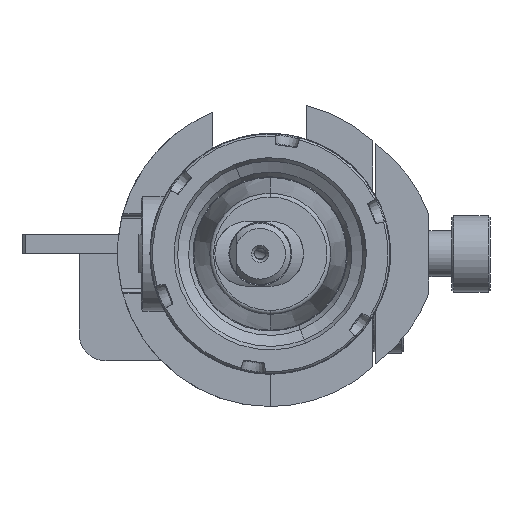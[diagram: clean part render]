
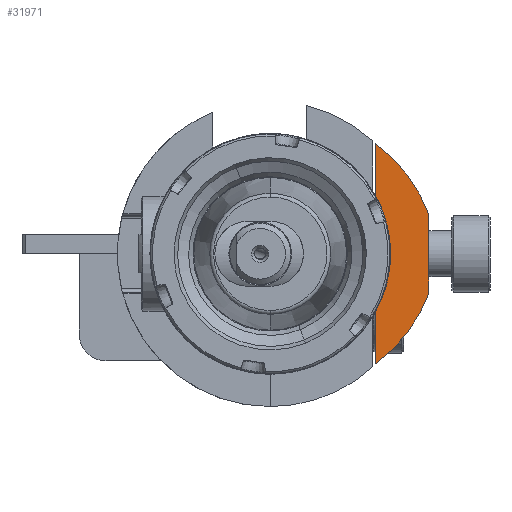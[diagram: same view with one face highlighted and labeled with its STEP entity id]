
A CAD part, front view. The second image highlights one B-rep face of the part: STEP entity #31971.
In plain terms, the highlighted face is planar.
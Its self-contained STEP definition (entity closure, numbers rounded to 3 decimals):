
#2041 = LINE ( 'NONE', #59468, #39050 ) ;
#3276 = ORIENTED_EDGE ( 'NONE', *, *, #8007, .F. ) ;
#6152 = EDGE_CURVE ( 'NONE', #48506, #12662, #2041, .T. ) ;
#8007 = EDGE_CURVE ( 'NONE', #74291, #31099, #34160, .T. ) ;
#12662 = VERTEX_POINT ( 'NONE', #20768 ) ;
#12918 = AXIS2_PLACEMENT_3D ( 'NONE', #14682, #66343, #22107 ) ;
#13763 = ORIENTED_EDGE ( 'NONE', *, *, #6152, .F. ) ;
#14536 = VECTOR ( 'NONE', #94335, 1000. ) ;
#14682 = CARTESIAN_POINT ( 'NONE',  ( -3.5, 30.55, 0. ) ) ;
#17490 = FACE_OUTER_BOUND ( 'NONE', #36867, .T. ) ;
#17981 = CIRCLE ( 'NONE', #95764, 40. ) ;
#20768 = CARTESIAN_POINT ( 'NONE',  ( -28.833, 7., 0. ) ) ;
#22107 = DIRECTION ( 'NONE',  ( -1., 0., 0. ) ) ;
#24380 = PLANE ( 'NONE',  #91944 ) ;
#31099 = VERTEX_POINT ( 'NONE', #48065 ) ;
#31971 = ADVANCED_FACE ( 'NONE', ( #17490 ), #24380, .T. ) ;
#33599 = CARTESIAN_POINT ( 'NONE',  ( 28.833, 7., 0. ) ) ;
#34160 = LINE ( 'NONE', #64599, #14536 ) ;
#34175 = EDGE_CURVE ( 'NONE', #12662, #74291, #17981, .T. ) ;
#35667 = CARTESIAN_POINT ( 'NONE',  ( 3.5, 30.55, 0. ) ) ;
#36095 = CARTESIAN_POINT ( 'NONE',  ( -10.284, -7., 0. ) ) ;
#36867 = EDGE_LOOP ( 'NONE', ( #51479, #3276, #87692, #13763 ) ) ;
#39050 = VECTOR ( 'NONE', #60717, 1000. ) ;
#43066 = DIRECTION ( 'NONE',  ( 1., 0., 0. ) ) ;
#46343 = DIRECTION ( 'NONE',  ( 0., 0., -1. ) ) ;
#48065 = CARTESIAN_POINT ( 'NONE',  ( 10.284, -7., 0. ) ) ;
#48506 = VERTEX_POINT ( 'NONE', #33599 ) ;
#51479 = ORIENTED_EDGE ( 'NONE', *, *, #58561, .F. ) ;
#58561 = EDGE_CURVE ( 'NONE', #31099, #48506, #94932, .T. ) ;
#59468 = CARTESIAN_POINT ( 'NONE',  ( -28.833, 7., 0. ) ) ;
#60717 = DIRECTION ( 'NONE',  ( -1., 0., 0. ) ) ;
#61184 = CARTESIAN_POINT ( 'NONE',  ( -3.5, 30.55, 0. ) ) ;
#64599 = CARTESIAN_POINT ( 'NONE',  ( -10.284, -7., 0. ) ) ;
#66343 = DIRECTION ( 'NONE',  ( 0., 0., 1. ) ) ;
#74291 = VERTEX_POINT ( 'NONE', #36095 ) ;
#76016 = DIRECTION ( 'NONE',  ( -1., 0., 0. ) ) ;
#87299 = DIRECTION ( 'NONE',  ( 0., 0., 1. ) ) ;
#87692 = ORIENTED_EDGE ( 'NONE', *, *, #34175, .F. ) ;
#91944 = AXIS2_PLACEMENT_3D ( 'NONE', #61184, #46343, #76016 ) ;
#94335 = DIRECTION ( 'NONE',  ( 1., 0., 0. ) ) ;
#94932 = CIRCLE ( 'NONE', #12918, 40. ) ;
#95764 = AXIS2_PLACEMENT_3D ( 'NONE', #35667, #87299, #43066 ) ;
